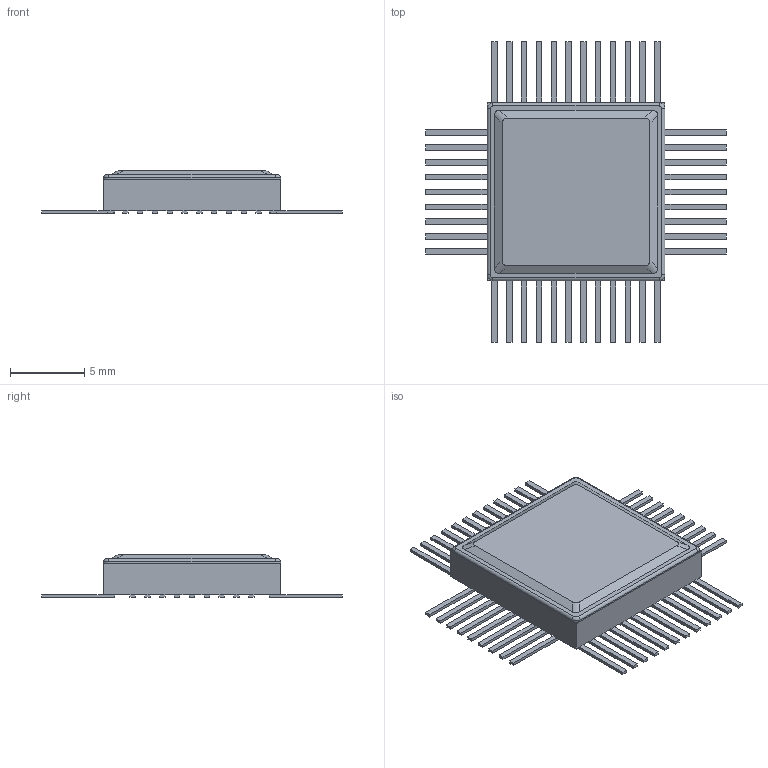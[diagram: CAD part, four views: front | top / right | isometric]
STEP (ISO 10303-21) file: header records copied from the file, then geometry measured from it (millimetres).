
FILE_DESCRIPTION (( 'STEP AP214' ), '1' );
FILE_NAME ('H14_42-1B.step', '2017-07-03T09:27:53', ( '' ), ( '' ), 'SwSTEP 2.0', 'SolidWorks 2016', '' );
FILE_SCHEMA (( 'AUTOMOTIVE_DESIGN' ));
Length unit declared in the file: millimetre
Products named in the file (1): H14_42-1B
Bounding box: 20.3 x 20.3 x 2.9 mm (x, y, z)
Volume: 393.5 mm3; surface area: 1150 mm2
Topology: 3 solids, 3 shells, 286 faces, 748 edges, 468 vertices
Faces by surface type: plane 270, cylinder 12, torus 4
Entity records: 11320 total; most frequent: CARTESIAN_POINT 1527, ORIENTED_EDGE 1496, DIRECTION 1334, EDGE_CURVE 748, VECTOR 720, LINE 720, VERTEX_POINT 468, AXIS2_PLACEMENT_3D 307
